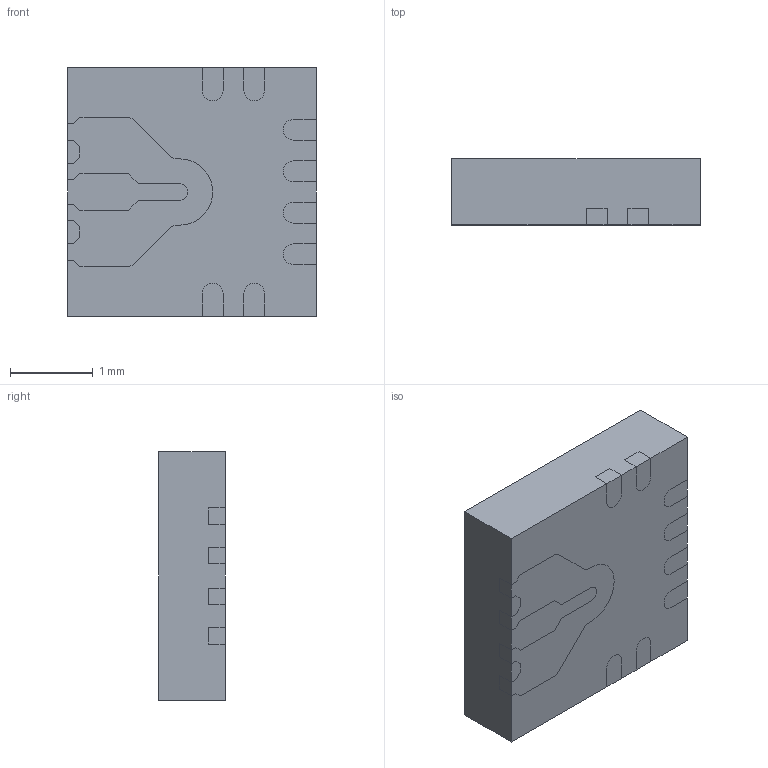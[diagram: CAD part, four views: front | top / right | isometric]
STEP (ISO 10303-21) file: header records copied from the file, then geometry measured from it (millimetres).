
FILE_DESCRIPTION (( 'STEP AP214' ), '1' );
FILE_NAME ('ACS711KEXLT-31AB-T.STEP', '2021-03-03T05:01:49', ( '' ), ( '' ), 'SwSTEP 2.0', 'SolidWorks 2017', '' );
FILE_SCHEMA (( 'AUTOMOTIVE_DESIGN' ));
Length unit declared in the file: millimetre
Products named in the file (1): ACS711KEXLT-31AB-T
Bounding box: 3 x 0.8 x 3 mm (x, y, z)
Volume: 7.2 mm3; surface area: 39.6 mm2
Topology: 11 solids, 11 shells, 179 faces, 468 edges, 312 vertices
Faces by surface type: plane 143, cylinder 36
Entity records: 5578 total; most frequent: CARTESIAN_POINT 960, ORIENTED_EDGE 936, DIRECTION 900, EDGE_CURVE 468, LINE 396, VECTOR 396, VERTEX_POINT 312, AXIS2_PLACEMENT_3D 252
